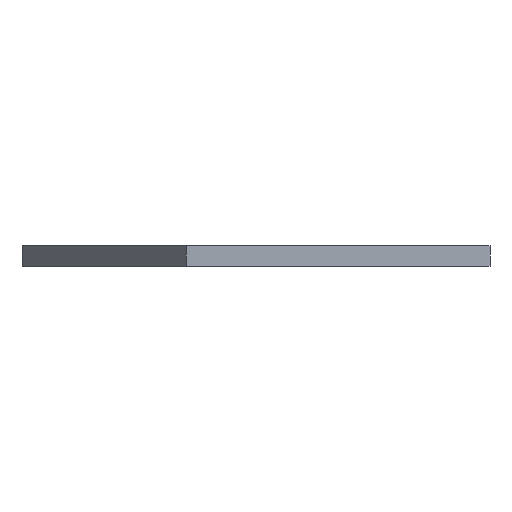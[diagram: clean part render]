
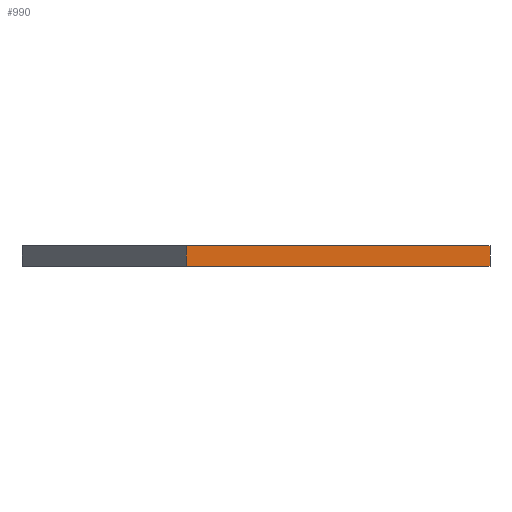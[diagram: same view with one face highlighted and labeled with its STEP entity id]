
A CAD part, front view. The second image highlights one B-rep face of the part: STEP entity #990.
In plain terms, the highlighted planar face has unit normal (0, -1, 0).
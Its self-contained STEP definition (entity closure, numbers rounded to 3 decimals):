
#26 = VERTEX_POINT ( 'NONE', #1454 ) ;
#202 = VECTOR ( 'NONE', #280, 1000. ) ;
#206 = ORIENTED_EDGE ( 'NONE', *, *, #819, .T. ) ;
#242 = LINE ( 'NONE', #1228, #1273 ) ;
#260 = EDGE_LOOP ( 'NONE', ( #1526, #823, #1320, #206 ) ) ;
#280 = DIRECTION ( 'NONE',  ( -1., 0., 0. ) ) ;
#356 = EDGE_CURVE ( 'NONE', #1656, #581, #454, .T. ) ;
#417 = DIRECTION ( 'NONE',  ( -1., 0., 0. ) ) ;
#445 = LINE ( 'NONE', #1089, #202 ) ;
#454 = LINE ( 'NONE', #803, #933 ) ;
#525 = CARTESIAN_POINT ( 'NONE',  ( -38., -28., 0. ) ) ;
#581 = VERTEX_POINT ( 'NONE', #1395 ) ;
#597 = LINE ( 'NONE', #1843, #1674 ) ;
#803 = CARTESIAN_POINT ( 'NONE',  ( -1., -28., 2.5 ) ) ;
#819 = EDGE_CURVE ( 'NONE', #26, #1455, #242, .T. ) ;
#823 = ORIENTED_EDGE ( 'NONE', *, *, #356, .F. ) ;
#847 = FACE_OUTER_BOUND ( 'NONE', #260, .T. ) ;
#887 = CARTESIAN_POINT ( 'NONE',  ( -1., -28., 2.5 ) ) ;
#933 = VECTOR ( 'NONE', #1436, 1000. ) ;
#990 = ADVANCED_FACE ( 'NONE', ( #847 ), #1992, .T. ) ;
#1089 = CARTESIAN_POINT ( 'NONE',  ( -1., -28., 2.5 ) ) ;
#1127 = EDGE_CURVE ( 'NONE', #1656, #26, #445, .T. ) ;
#1228 = CARTESIAN_POINT ( 'NONE',  ( -38., -28., 2.5 ) ) ;
#1273 = VECTOR ( 'NONE', #1851, 1000. ) ;
#1320 = ORIENTED_EDGE ( 'NONE', *, *, #1127, .T. ) ;
#1358 = DIRECTION ( 'NONE',  ( 1., 0., 0. ) ) ;
#1394 = CARTESIAN_POINT ( 'NONE',  ( -1., -28., 2.5 ) ) ;
#1395 = CARTESIAN_POINT ( 'NONE',  ( -1., -28., 0. ) ) ;
#1436 = DIRECTION ( 'NONE',  ( 0., 0., -1. ) ) ;
#1454 = CARTESIAN_POINT ( 'NONE',  ( -38., -28., 2.5 ) ) ;
#1455 = VERTEX_POINT ( 'NONE', #525 ) ;
#1491 = DIRECTION ( 'NONE',  ( 0., -1., 0. ) ) ;
#1526 = ORIENTED_EDGE ( 'NONE', *, *, #2016, .F. ) ;
#1656 = VERTEX_POINT ( 'NONE', #1394 ) ;
#1674 = VECTOR ( 'NONE', #417, 1000. ) ;
#1843 = CARTESIAN_POINT ( 'NONE',  ( -1., -28., 0. ) ) ;
#1851 = DIRECTION ( 'NONE',  ( 0., 0., -1. ) ) ;
#1865 = AXIS2_PLACEMENT_3D ( 'NONE', #887, #1491, #1358 ) ;
#1992 = PLANE ( 'NONE',  #1865 ) ;
#2016 = EDGE_CURVE ( 'NONE', #581, #1455, #597, .T. ) ;
